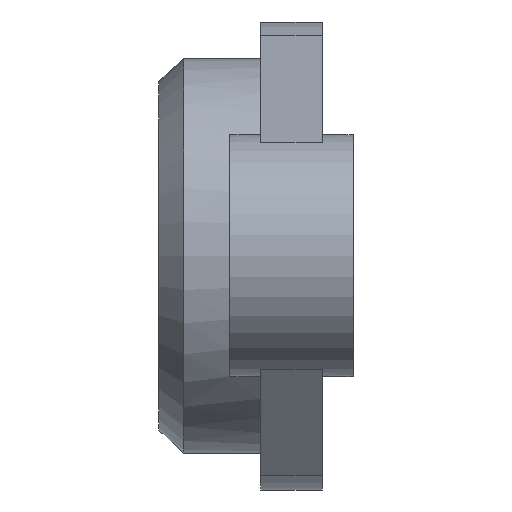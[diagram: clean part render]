
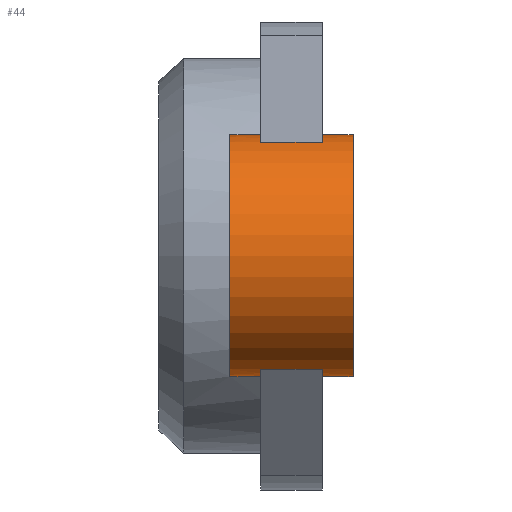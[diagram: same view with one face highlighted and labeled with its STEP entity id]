
A CAD part, left-side view. The second image highlights one B-rep face of the part: STEP entity #44.
In plain terms, the highlighted cylindrical face has radius 9.799 mm (diameter 19.599 mm), a partial arc.
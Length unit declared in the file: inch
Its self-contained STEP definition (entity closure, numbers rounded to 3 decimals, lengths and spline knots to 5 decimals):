
#7 = EDGE_CURVE ( 'NONE', #789, #107, #490, .T. ) ;
#19 = EDGE_CURVE ( 'NONE', #198, #1428, #371, .T. ) ;
#29 = CARTESIAN_POINT ( 'NONE',  ( -1.17741, 0.09845, 0.36181 ) ) ;
#33 = DIRECTION ( 'NONE',  ( 0., 0., -1. ) ) ;
#34 = CARTESIAN_POINT ( 'NONE',  ( -1.0435, 0.09845, -0.3858 ) ) ;
#43 = CARTESIAN_POINT ( 'NONE',  ( -1.17741, -0.09845, -0.36181 ) ) ;
#44 = ADVANCED_FACE ( 'NONE', ( #219 ), #1009, .T. ) ;
#50 = DIRECTION ( 'NONE',  ( 0., 1., 0. ) ) ;
#83 = LINE ( 'NONE', #1191, #167 ) ;
#107 = VERTEX_POINT ( 'NONE', #685 ) ;
#112 = EDGE_CURVE ( 'NONE', #1012, #107, #83, .T. ) ;
#125 = ORIENTED_EDGE ( 'NONE', *, *, #934, .T. ) ;
#128 = VERTEX_POINT ( 'NONE', #929 ) ;
#136 = DIRECTION ( 'NONE',  ( 0., 0., 1. ) ) ;
#167 = VECTOR ( 'NONE', #539, 39.37008 ) ;
#198 = VERTEX_POINT ( 'NONE', #34 ) ;
#203 = EDGE_CURVE ( 'NONE', #988, #1012, #1333, .T. ) ;
#219 = FACE_OUTER_BOUND ( 'NONE', #449, .T. ) ;
#260 = CARTESIAN_POINT ( 'NONE',  ( -1.0435, 0.19685, -0.3858 ) ) ;
#267 = VERTEX_POINT ( 'NONE', #1501 ) ;
#285 = ORIENTED_EDGE ( 'NONE', *, *, #112, .F. ) ;
#305 = AXIS2_PLACEMENT_3D ( 'NONE', #1066, #806, #33 ) ;
#328 = AXIS2_PLACEMENT_3D ( 'NONE', #731, #1533, #1002 ) ;
#337 = DIRECTION ( 'NONE',  ( 0., -1., 0. ) ) ;
#350 = AXIS2_PLACEMENT_3D ( 'NONE', #813, #698, #1614 ) ;
#367 = CARTESIAN_POINT ( 'NONE',  ( -1.0435, -0.19685, 0. ) ) ;
#370 = ORIENTED_EDGE ( 'NONE', *, *, #792, .T. ) ;
#371 = CIRCLE ( 'NONE', #712, 0.3858 ) ;
#372 = DIRECTION ( 'NONE',  ( 0., -1., 0. ) ) ;
#374 = VECTOR ( 'NONE', #372, 39.37008 ) ;
#444 = CARTESIAN_POINT ( 'NONE',  ( -1.17741, -0.09845, 0.36181 ) ) ;
#449 = EDGE_LOOP ( 'NONE', ( #1314, #370, #1179, #125, #1091, #1251, #1113, #1363, #1694, #285, #451, #480 ) ) ;
#451 = ORIENTED_EDGE ( 'NONE', *, *, #203, .F. ) ;
#480 = ORIENTED_EDGE ( 'NONE', *, *, #647, .T. ) ;
#490 = CIRCLE ( 'NONE', #611, 0.3858 ) ;
#539 = DIRECTION ( 'NONE',  ( 0., -1., 0. ) ) ;
#587 = EDGE_CURVE ( 'NONE', #267, #1211, #883, .T. ) ;
#611 = AXIS2_PLACEMENT_3D ( 'NONE', #1299, #1160, #136 ) ;
#637 = VECTOR ( 'NONE', #1524, 39.37008 ) ;
#647 = EDGE_CURVE ( 'NONE', #988, #198, #1546, .T. ) ;
#658 = DIRECTION ( 'NONE',  ( 0., 1., 0. ) ) ;
#682 = EDGE_CURVE ( 'NONE', #716, #128, #1592, .T. ) ;
#685 = CARTESIAN_POINT ( 'NONE',  ( -1.0435, 0.09845, 0.3858 ) ) ;
#698 = DIRECTION ( 'NONE',  ( 0., 1., 0. ) ) ;
#701 = VECTOR ( 'NONE', #1472, 39.37008 ) ;
#712 = AXIS2_PLACEMENT_3D ( 'NONE', #1306, #658, #1578 ) ;
#716 = VERTEX_POINT ( 'NONE', #837 ) ;
#731 = CARTESIAN_POINT ( 'NONE',  ( -1.0435, -0.09845, 0. ) ) ;
#754 = AXIS2_PLACEMENT_3D ( 'NONE', #818, #50, #950 ) ;
#761 = CARTESIAN_POINT ( 'NONE',  ( -1.0435, -0.19685, -0.3858 ) ) ;
#768 = CARTESIAN_POINT ( 'NONE',  ( -1.0435, 0.19685, 0.3858 ) ) ;
#784 = VECTOR ( 'NONE', #337, 39.37008 ) ;
#789 = VERTEX_POINT ( 'NONE', #1097 ) ;
#792 = EDGE_CURVE ( 'NONE', #1428, #1211, #1090, .T. ) ;
#806 = DIRECTION ( 'NONE',  ( 0., -1., 0. ) ) ;
#813 = CARTESIAN_POINT ( 'NONE',  ( -1.0435, 0.19685, 0. ) ) ;
#818 = CARTESIAN_POINT ( 'NONE',  ( -1.0435, -0.09845, 0. ) ) ;
#825 = AXIS2_PLACEMENT_3D ( 'NONE', #367, #1679, #1142 ) ;
#831 = VECTOR ( 'NONE', #1350, 39.37008 ) ;
#835 = EDGE_CURVE ( 'NONE', #1678, #716, #1657, .T. ) ;
#837 = CARTESIAN_POINT ( 'NONE',  ( -1.0435, -0.09845, 0.3858 ) ) ;
#840 = CIRCLE ( 'NONE', #825, 0.3858 ) ;
#852 = CARTESIAN_POINT ( 'NONE',  ( -1.0435, 0.19685, -0.3858 ) ) ;
#883 = CIRCLE ( 'NONE', #754, 0.3858 ) ;
#929 = CARTESIAN_POINT ( 'NONE',  ( -1.0435, -0.19685, 0.3858 ) ) ;
#934 = EDGE_CURVE ( 'NONE', #267, #976, #1644, .T. ) ;
#950 = DIRECTION ( 'NONE',  ( 0., 0., 1. ) ) ;
#976 = VERTEX_POINT ( 'NONE', #761 ) ;
#988 = VERTEX_POINT ( 'NONE', #1689 ) ;
#1002 = DIRECTION ( 'NONE',  ( 0., 0., 1. ) ) ;
#1009 = CYLINDRICAL_SURFACE ( 'NONE', #305, 0.3858 ) ;
#1012 = VERTEX_POINT ( 'NONE', #768 ) ;
#1066 = CARTESIAN_POINT ( 'NONE',  ( -1.0435, 0.19685, 0. ) ) ;
#1090 = LINE ( 'NONE', #1374, #637 ) ;
#1091 = ORIENTED_EDGE ( 'NONE', *, *, #1421, .T. ) ;
#1097 = CARTESIAN_POINT ( 'NONE',  ( -1.17741, 0.09845, 0.36181 ) ) ;
#1103 = CARTESIAN_POINT ( 'NONE',  ( -1.0435, 0.19685, 0.3858 ) ) ;
#1113 = ORIENTED_EDGE ( 'NONE', *, *, #835, .F. ) ;
#1142 = DIRECTION ( 'NONE',  ( 0., 0., 1. ) ) ;
#1160 = DIRECTION ( 'NONE',  ( 0., 1., 0. ) ) ;
#1178 = EDGE_CURVE ( 'NONE', #789, #1678, #1406, .T. ) ;
#1179 = ORIENTED_EDGE ( 'NONE', *, *, #587, .F. ) ;
#1191 = CARTESIAN_POINT ( 'NONE',  ( -1.0435, 0.19685, 0.3858 ) ) ;
#1211 = VERTEX_POINT ( 'NONE', #43 ) ;
#1251 = ORIENTED_EDGE ( 'NONE', *, *, #682, .F. ) ;
#1274 = CARTESIAN_POINT ( 'NONE',  ( -1.17741, 0.09845, -0.36181 ) ) ;
#1299 = CARTESIAN_POINT ( 'NONE',  ( -1.0435, 0.09845, 0. ) ) ;
#1306 = CARTESIAN_POINT ( 'NONE',  ( -1.0435, 0.09845, 0. ) ) ;
#1314 = ORIENTED_EDGE ( 'NONE', *, *, #19, .T. ) ;
#1333 = CIRCLE ( 'NONE', #350, 0.3858 ) ;
#1350 = DIRECTION ( 'NONE',  ( 0., -1., 0. ) ) ;
#1363 = ORIENTED_EDGE ( 'NONE', *, *, #1178, .F. ) ;
#1374 = CARTESIAN_POINT ( 'NONE',  ( -1.17741, 0.09845, -0.36181 ) ) ;
#1406 = LINE ( 'NONE', #29, #701 ) ;
#1421 = EDGE_CURVE ( 'NONE', #976, #128, #840, .T. ) ;
#1428 = VERTEX_POINT ( 'NONE', #1274 ) ;
#1472 = DIRECTION ( 'NONE',  ( 0., -1., 0. ) ) ;
#1501 = CARTESIAN_POINT ( 'NONE',  ( -1.0435, -0.09845, -0.3858 ) ) ;
#1524 = DIRECTION ( 'NONE',  ( 0., -1., 0. ) ) ;
#1533 = DIRECTION ( 'NONE',  ( 0., 1., 0. ) ) ;
#1546 = LINE ( 'NONE', #852, #831 ) ;
#1578 = DIRECTION ( 'NONE',  ( 0., 0., 1. ) ) ;
#1592 = LINE ( 'NONE', #1103, #784 ) ;
#1614 = DIRECTION ( 'NONE',  ( 0., 0., 1. ) ) ;
#1644 = LINE ( 'NONE', #260, #374 ) ;
#1657 = CIRCLE ( 'NONE', #328, 0.3858 ) ;
#1678 = VERTEX_POINT ( 'NONE', #444 ) ;
#1679 = DIRECTION ( 'NONE',  ( 0., 1., 0. ) ) ;
#1689 = CARTESIAN_POINT ( 'NONE',  ( -1.0435, 0.19685, -0.3858 ) ) ;
#1694 = ORIENTED_EDGE ( 'NONE', *, *, #7, .T. ) ;
